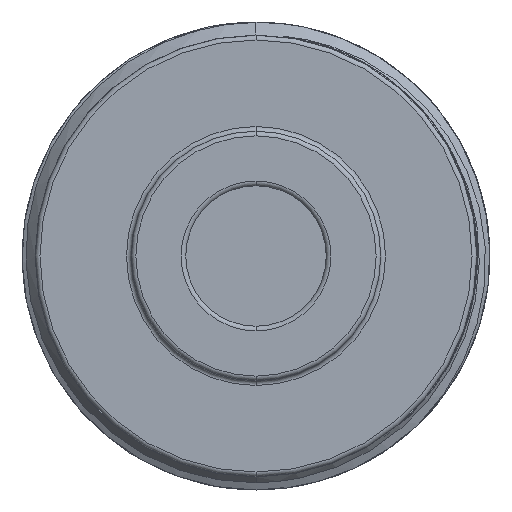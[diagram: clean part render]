
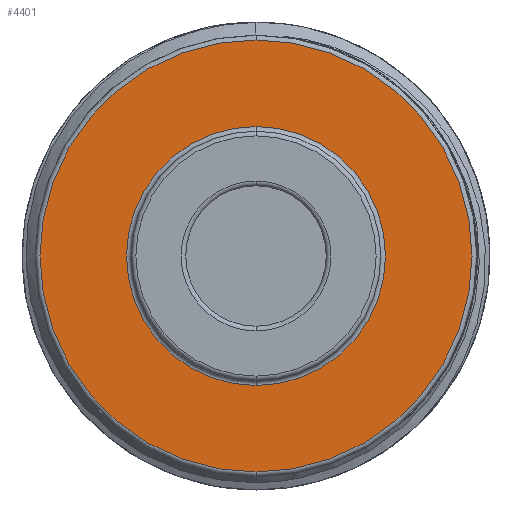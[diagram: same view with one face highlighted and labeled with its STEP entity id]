
A CAD part, front view. The second image highlights one B-rep face of the part: STEP entity #4401.
In plain terms, the highlighted planar face has unit normal (0, -1, 0).
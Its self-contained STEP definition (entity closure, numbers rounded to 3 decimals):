
#5 = VERTEX_POINT ( 'NONE', #4565 ) ;
#12 = AXIS2_PLACEMENT_3D ( 'NONE', #1344, #605, #6298 ) ;
#246 = EDGE_CURVE ( 'NONE', #5741, #5470, #572, .T. ) ;
#514 = DIRECTION ( 'NONE',  ( 0., 1., 0. ) ) ;
#572 = CIRCLE ( 'NONE', #4567, 13.85 ) ;
#605 = DIRECTION ( 'NONE',  ( 0., -1., 0. ) ) ;
#885 = AXIS2_PLACEMENT_3D ( 'NONE', #9758, #4853, #10580 ) ;
#1268 = CIRCLE ( 'NONE', #885, 8.3 ) ;
#1344 = CARTESIAN_POINT ( 'NONE',  ( 0., -59.2, 0. ) ) ;
#1587 = EDGE_CURVE ( 'NONE', #5, #9144, #1268, .T. ) ;
#1650 = EDGE_LOOP ( 'NONE', ( #3478, #6420 ) ) ;
#2047 = CARTESIAN_POINT ( 'NONE',  ( 0., -59.2, 13.85 ) ) ;
#2189 = ORIENTED_EDGE ( 'NONE', *, *, #246, .T. ) ;
#2762 = EDGE_CURVE ( 'NONE', #5470, #5741, #5978, .T. ) ;
#2779 = CARTESIAN_POINT ( 'NONE',  ( 0., -59.2, 0. ) ) ;
#3373 = CARTESIAN_POINT ( 'NONE',  ( 0., -59.2, 0. ) ) ;
#3478 = ORIENTED_EDGE ( 'NONE', *, *, #4916, .T. ) ;
#3579 = DIRECTION ( 'NONE',  ( 0., 0., -1. ) ) ;
#3970 = EDGE_LOOP ( 'NONE', ( #5314, #2189 ) ) ;
#4191 = DIRECTION ( 'NONE',  ( 0., -1., 0. ) ) ;
#4401 = ADVANCED_FACE ( 'NONE', ( #8807, #6615 ), #9528, .T. ) ;
#4565 = CARTESIAN_POINT ( 'NONE',  ( 0., -59.2, 8.3 ) ) ;
#4567 = AXIS2_PLACEMENT_3D ( 'NONE', #3373, #4191, #4990 ) ;
#4853 = DIRECTION ( 'NONE',  ( 0., 1., 0. ) ) ;
#4916 = EDGE_CURVE ( 'NONE', #9144, #5, #5416, .T. ) ;
#4990 = DIRECTION ( 'NONE',  ( 0., 0., -1. ) ) ;
#5314 = ORIENTED_EDGE ( 'NONE', *, *, #2762, .T. ) ;
#5378 = CARTESIAN_POINT ( 'NONE',  ( 0., -59.2, 0. ) ) ;
#5416 = CIRCLE ( 'NONE', #6924, 8.3 ) ;
#5470 = VERTEX_POINT ( 'NONE', #7436 ) ;
#5741 = VERTEX_POINT ( 'NONE', #2047 ) ;
#5978 = CIRCLE ( 'NONE', #8155, 13.85 ) ;
#6203 = DIRECTION ( 'NONE',  ( 0., 0., -1. ) ) ;
#6298 = DIRECTION ( 'NONE',  ( 0., 0., -1. ) ) ;
#6420 = ORIENTED_EDGE ( 'NONE', *, *, #1587, .T. ) ;
#6615 = FACE_OUTER_BOUND ( 'NONE', #3970, .T. ) ;
#6924 = AXIS2_PLACEMENT_3D ( 'NONE', #5378, #514, #6203 ) ;
#7436 = CARTESIAN_POINT ( 'NONE',  ( 0., -59.2, -13.85 ) ) ;
#8155 = AXIS2_PLACEMENT_3D ( 'NONE', #2779, #8514, #3579 ) ;
#8514 = DIRECTION ( 'NONE',  ( 0., -1., 0. ) ) ;
#8807 = FACE_BOUND ( 'NONE', #1650, .T. ) ;
#9144 = VERTEX_POINT ( 'NONE', #10538 ) ;
#9528 = PLANE ( 'NONE',  #12 ) ;
#9758 = CARTESIAN_POINT ( 'NONE',  ( 0., -59.2, 0. ) ) ;
#10538 = CARTESIAN_POINT ( 'NONE',  ( 0., -59.2, -8.3 ) ) ;
#10580 = DIRECTION ( 'NONE',  ( 0., 0., -1. ) ) ;
